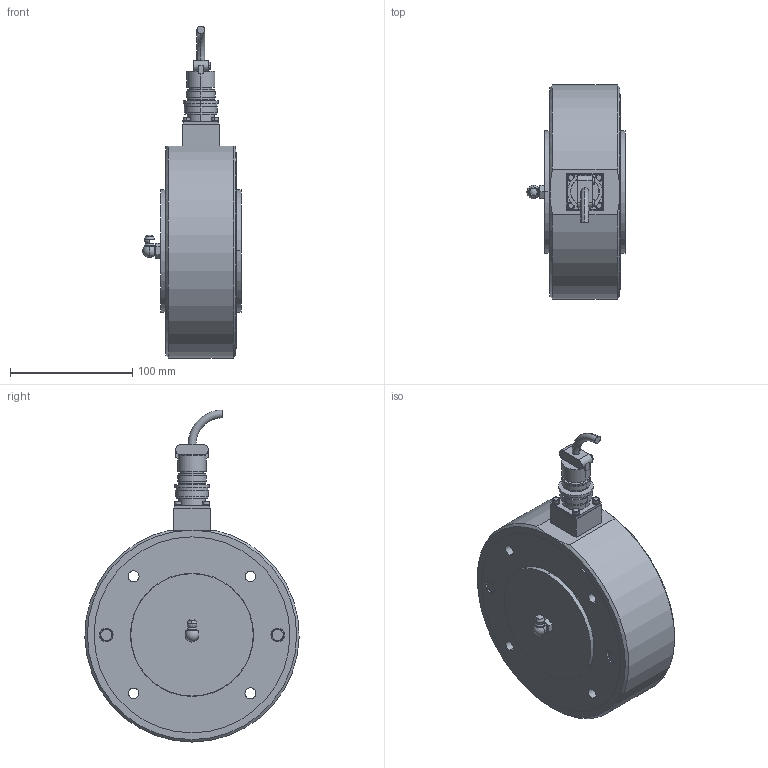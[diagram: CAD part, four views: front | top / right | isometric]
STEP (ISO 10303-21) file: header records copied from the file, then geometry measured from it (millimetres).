
FILE_DESCRIPTION((''),'2;1');
FILE_NAME('Zeichnung8.stp','2019-10-07T14:47:52',(''),(''),'Mechanical Desktop 2009','Mechanical Desktop 2009',', , ');
FILE_SCHEMA(('CONFIG_CONTROL_DESIGN'));
Length unit declared in the file: millimetre
Products named in the file (41): ZEICHNUNG8; ZEICHNUNG7; L50324_STP; L4974404; TEIL1; L49745; TEIL1AAA; L47663; TEIL1AAAAA; L47664; TEIL1AA; L4340401; TEIL1AAAA; I-6KT_SCHRAUBE_M6X50; I-6KT_SCHRAUBE_M6X50A; SICHERUNGSRING_J72; SICHERUNGSRING_J72A; V_RING_V40AA; V_RING_V40A; PENDELKUGELLAGER_1306TVA; PENDELKUGELLAGER_1306TV; FLANSCHDOSE_14S-2P_4-POLIGA; FLANSCHDOSE_14S-2P_4-POLIG; L49026; TEIL1A; FEDERRING_M3A; FEDERRING_M3; I-6KT_SCHRAUBE_M3X25A; I-6KT_SCHRAUBE_M3X25; L1910072; 31101824_01; L1910072|AVE_RENDER; L1910072|AVE_GLOBAL; L1910072|RM_SDB; SCHMIERNIPPEL_M10X1_90_H3A; SCHMIERNIPPEL_M10X1_90_H3; RM_SDB; RM_SDBAA; L49015; ~TEIL1 ...
Assembly tree (55 placements, depth 5):
  ZEICHNUNG8
    ZEICHNUNG7
      L50324_STP
        L4974404
          TEIL1
        L49745
          TEIL1AAA
        L47663
          TEIL1AAAAA
        L47664
          TEIL1AA
        L4340401  x2
          TEIL1AAAA
        I-6KT_SCHRAUBE_M6X50  x2
          I-6KT_SCHRAUBE_M6X50A
        SICHERUNGSRING_J72
          SICHERUNGSRING_J72A
        V_RING_V40AA
          V_RING_V40A
        PENDELKUGELLAGER_1306TVA
          PENDELKUGELLAGER_1306TV
        FLANSCHDOSE_14S-2P_4-POLIGA
          FLANSCHDOSE_14S-2P_4-POLIG
        L49026
          TEIL1A
        FEDERRING_M3A  x4
          FEDERRING_M3
        I-6KT_SCHRAUBE_M3X25A  x4
          I-6KT_SCHRAUBE_M3X25
        L1910072
          31101824_01
          L1910072|AVE_RENDER  x8
          L1910072|AVE_GLOBAL
          L1910072|RM_SDB  x3
        SCHMIERNIPPEL_M10X1_90_H3A
          SCHMIERNIPPEL_M10X1_90_H3
    RM_SDB  x3
  RM_SDBAA
  L49015
  ~TEIL1
  RM_SDBA
Bounding box: 80.36 x 174.96 x 271.15 mm (x, y, z)
Volume: 1286993.9 mm3; surface area: 272722.7 mm2
Topology: 23 solids, 23 shells, 437 faces, 1029 edges, 667 vertices
Faces by surface type: cylinder 247, plane 116, cone 42, torus 24, bspline 4, sphere 4
Entity records: 12444 total; most frequent: DIRECTION 2224, CARTESIAN_POINT 2216, ORIENTED_EDGE 1658, AXIS2_PLACEMENT_3D 959, EDGE_CURVE 829, VERTEX_POINT 547, CIRCLE 517, EDGE_LOOP 486
